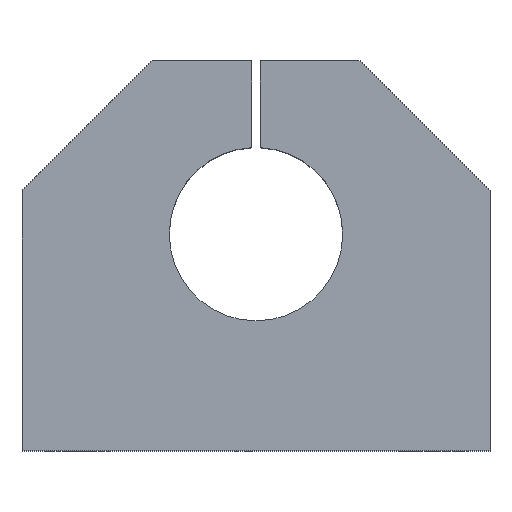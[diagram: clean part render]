
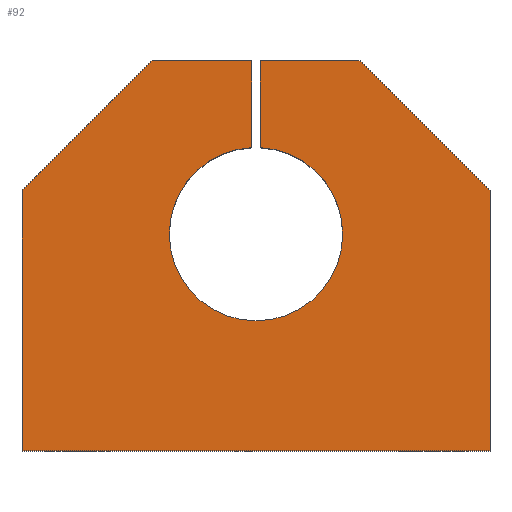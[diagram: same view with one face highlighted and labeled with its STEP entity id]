
A CAD part, top view. The second image highlights one B-rep face of the part: STEP entity #92.
In plain terms, the highlighted planar face has unit normal (0, 0, 1).
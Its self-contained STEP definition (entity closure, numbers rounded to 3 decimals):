
#92 = ADVANCED_FACE( '', ( #197 ), #198, .T. );
#197 = FACE_OUTER_BOUND( '', #295, .T. );
#198 = PLANE( '', #296 );
#295 = EDGE_LOOP( '', ( #473, #474, #475, #476, #477, #478, #479, #480, #481, #482 ) );
#296 = AXIS2_PLACEMENT_3D( '', #483, #484, #485 );
#473 = ORIENTED_EDGE( '', *, *, #511, .T. );
#474 = ORIENTED_EDGE( '', *, *, #557, .T. );
#475 = ORIENTED_EDGE( '', *, *, #546, .T. );
#476 = ORIENTED_EDGE( '', *, *, #495, .T. );
#477 = ORIENTED_EDGE( '', *, *, #538, .T. );
#478 = ORIENTED_EDGE( '', *, *, #502, .T. );
#479 = ORIENTED_EDGE( '', *, *, #552, .F. );
#480 = ORIENTED_EDGE( '', *, *, #535, .T. );
#481 = ORIENTED_EDGE( '', *, *, #560, .T. );
#482 = ORIENTED_EDGE( '', *, *, #519, .T. );
#483 = CARTESIAN_POINT( '', ( 0., 50., 48. ) );
#484 = DIRECTION( '', ( 0., 0., 1. ) );
#485 = DIRECTION( '', ( 1., 0., 0. ) );
#495 = EDGE_CURVE( '', #569, #567, #570, .T. );
#502 = EDGE_CURVE( '', #582, #580, #583, .T. );
#511 = EDGE_CURVE( '', #598, #596, #599, .T. );
#519 = EDGE_CURVE( '', #611, #598, #612, .T. );
#535 = EDGE_CURVE( '', #634, #632, #635, .T. );
#538 = EDGE_CURVE( '', #567, #582, #638, .T. );
#546 = EDGE_CURVE( '', #649, #569, #650, .T. );
#552 = EDGE_CURVE( '', #634, #580, #657, .T. );
#557 = EDGE_CURVE( '', #596, #649, #664, .T. );
#560 = EDGE_CURVE( '', #632, #611, #667, .T. );
#567 = VERTEX_POINT( '', #675 );
#569 = VERTEX_POINT( '', #678 );
#570 = LINE( '', #679, #680 );
#580 = VERTEX_POINT( '', #692 );
#582 = VERTEX_POINT( '', #695 );
#583 = LINE( '', #696, #697 );
#596 = VERTEX_POINT( '', #712 );
#598 = VERTEX_POINT( '', #715 );
#599 = LINE( '', #716, #717 );
#611 = VERTEX_POINT( '', #796 );
#612 = LINE( '', #797, #798 );
#632 = VERTEX_POINT( '', #877 );
#634 = VERTEX_POINT( '', #880 );
#635 = LINE( '', #881, #882 );
#638 = LINE( '', #886, #887 );
#649 = VERTEX_POINT( '', #898 );
#650 = LINE( '', #899, #900 );
#657 = CIRCLE( '', #908, 20. );
#664 = LINE( '', #915, #916 );
#667 = LINE( '', #919, #920 );
#675 = CARTESIAN_POINT( '', ( 24., 90., 48. ) );
#678 = CARTESIAN_POINT( '', ( 54., 60., 48. ) );
#679 = CARTESIAN_POINT( '', ( 54., 60., 48. ) );
#680 = VECTOR( '', #925, 1000. );
#692 = CARTESIAN_POINT( '', ( 1., 69.975, 48. ) );
#695 = CARTESIAN_POINT( '', ( 1., 90., 48. ) );
#696 = CARTESIAN_POINT( '', ( 1., 90., 48. ) );
#697 = VECTOR( '', #935, 1000. );
#712 = CARTESIAN_POINT( '', ( -54., 0., 48. ) );
#715 = CARTESIAN_POINT( '', ( -54., 60., 48. ) );
#716 = CARTESIAN_POINT( '', ( -54., 60., 48. ) );
#717 = VECTOR( '', #948, 1000. );
#796 = CARTESIAN_POINT( '', ( -24., 90., 48. ) );
#797 = CARTESIAN_POINT( '', ( -24., 90., 48. ) );
#798 = VECTOR( '', #957, 1000. );
#877 = CARTESIAN_POINT( '', ( -1., 90., 48. ) );
#880 = CARTESIAN_POINT( '', ( -1., 69.975, 48. ) );
#881 = CARTESIAN_POINT( '', ( -1., 69.975, 48. ) );
#882 = VECTOR( '', #974, 1000. );
#886 = CARTESIAN_POINT( '', ( 24., 90., 48. ) );
#887 = VECTOR( '', #976, 1000. );
#898 = CARTESIAN_POINT( '', ( 54., 0., 48. ) );
#899 = CARTESIAN_POINT( '', ( 54., 0., 48. ) );
#900 = VECTOR( '', #986, 1000. );
#908 = AXIS2_PLACEMENT_3D( '', #991, #992, #993 );
#915 = CARTESIAN_POINT( '', ( -54., 0., 48. ) );
#916 = VECTOR( '', #1000, 1000. );
#919 = CARTESIAN_POINT( '', ( -1., 90., 48. ) );
#920 = VECTOR( '', #1001, 1000. );
#925 = DIRECTION( '', ( -0.707, 0.707, 0. ) );
#935 = DIRECTION( '', ( 0., -1., 0. ) );
#948 = DIRECTION( '', ( 0., -1., 0. ) );
#957 = DIRECTION( '', ( -0.707, -0.707, 0. ) );
#974 = DIRECTION( '', ( 0., 1., 0. ) );
#976 = DIRECTION( '', ( -1., 0., 0. ) );
#986 = DIRECTION( '', ( 0., 1., 0. ) );
#991 = CARTESIAN_POINT( '', ( 0., 50., 48. ) );
#992 = DIRECTION( '', ( 0., 0., 1. ) );
#993 = DIRECTION( '', ( 1., 0., 0. ) );
#1000 = DIRECTION( '', ( 1., 0., 0. ) );
#1001 = DIRECTION( '', ( -1., 0., 0. ) );
